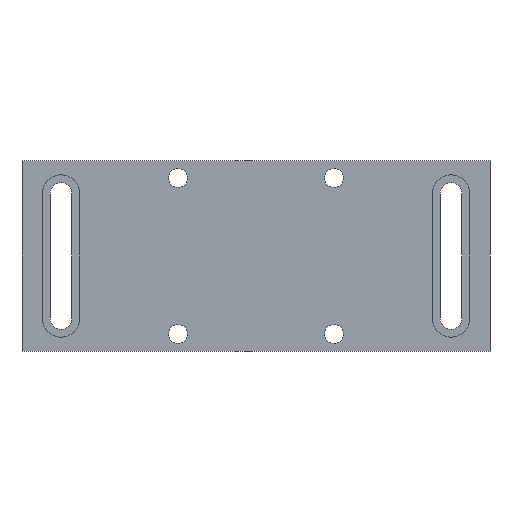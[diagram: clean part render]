
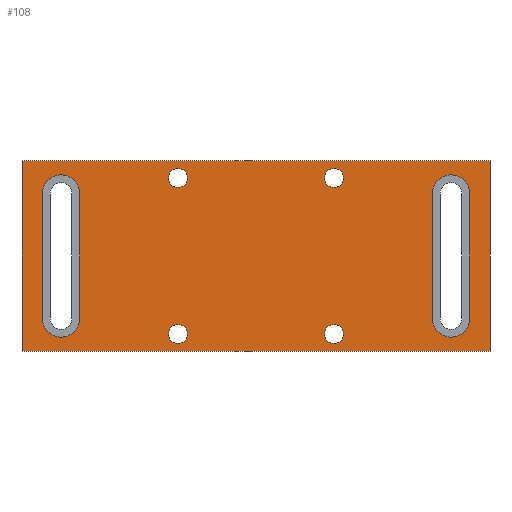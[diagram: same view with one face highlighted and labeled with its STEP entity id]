
A CAD part, front view. The second image highlights one B-rep face of the part: STEP entity #108.
In plain terms, the highlighted planar face has unit normal (0, -1, 0).
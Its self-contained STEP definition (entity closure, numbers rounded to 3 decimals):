
#108=ADVANCED_FACE('',(#190,#191,#192,#193,#194,#195,#196),#197,.F.);
#190=FACE_BOUND('',#280,.T.);
#191=FACE_BOUND('',#281,.T.);
#192=FACE_BOUND('',#282,.T.);
#193=FACE_BOUND('',#283,.T.);
#194=FACE_BOUND('',#284,.T.);
#195=FACE_BOUND('',#285,.T.);
#196=FACE_OUTER_BOUND('',#286,.T.);
#197=PLANE('',#287);
#280=EDGE_LOOP('',(#547,#548,#549,#550,#551,#552));
#281=EDGE_LOOP('',(#553,#554,#555,#556,#557,#558));
#282=EDGE_LOOP('',(#559));
#283=EDGE_LOOP('',(#560));
#284=EDGE_LOOP('',(#561));
#285=EDGE_LOOP('',(#562));
#286=EDGE_LOOP('',(#563,#564,#565,#566));
#287=AXIS2_PLACEMENT_3D('',#567,#568,#569);
#547=ORIENTED_EDGE('',*,*,#613,.T.);
#548=ORIENTED_EDGE('',*,*,#617,.T.);
#549=ORIENTED_EDGE('',*,*,#619,.T.);
#550=ORIENTED_EDGE('',*,*,#614,.T.);
#551=ORIENTED_EDGE('',*,*,#609,.T.);
#552=ORIENTED_EDGE('',*,*,#618,.T.);
#553=ORIENTED_EDGE('',*,*,#653,.T.);
#554=ORIENTED_EDGE('',*,*,#659,.T.);
#555=ORIENTED_EDGE('',*,*,#661,.T.);
#556=ORIENTED_EDGE('',*,*,#656,.T.);
#557=ORIENTED_EDGE('',*,*,#650,.T.);
#558=ORIENTED_EDGE('',*,*,#660,.T.);
#559=ORIENTED_EDGE('',*,*,#664,.T.);
#560=ORIENTED_EDGE('',*,*,#665,.T.);
#561=ORIENTED_EDGE('',*,*,#666,.T.);
#562=ORIENTED_EDGE('',*,*,#667,.T.);
#563=ORIENTED_EDGE('',*,*,#674,.T.);
#564=ORIENTED_EDGE('',*,*,#672,.F.);
#565=ORIENTED_EDGE('',*,*,#675,.F.);
#566=ORIENTED_EDGE('',*,*,#670,.F.);
#567=CARTESIAN_POINT('',(0.0,-5.0,30.5));
#568=DIRECTION('',(0.0,1.0,0.0));
#569=DIRECTION('',(0.0,0.0,1.0));
#609=EDGE_CURVE('',#717,#719,#721,.T.);
#613=EDGE_CURVE('',#723,#725,#727,.T.);
#614=EDGE_CURVE('',#728,#717,#729,.T.);
#617=EDGE_CURVE('',#725,#731,#733,.T.);
#618=EDGE_CURVE('',#719,#723,#734,.T.);
#619=EDGE_CURVE('',#731,#728,#735,.T.);
#650=EDGE_CURVE('',#790,#792,#794,.T.);
#653=EDGE_CURVE('',#795,#797,#799,.T.);
#656=EDGE_CURVE('',#802,#790,#803,.T.);
#659=EDGE_CURVE('',#797,#805,#807,.T.);
#660=EDGE_CURVE('',#792,#795,#808,.T.);
#661=EDGE_CURVE('',#805,#802,#809,.T.);
#664=EDGE_CURVE('',#812,#812,#813,.T.);
#665=EDGE_CURVE('',#814,#814,#815,.T.);
#666=EDGE_CURVE('',#816,#816,#817,.T.);
#667=EDGE_CURVE('',#818,#818,#819,.T.);
#670=EDGE_CURVE('',#822,#820,#824,.T.);
#672=EDGE_CURVE('',#825,#827,#828,.T.);
#674=EDGE_CURVE('',#822,#827,#830,.T.);
#675=EDGE_CURVE('',#820,#825,#831,.T.);
#717=VERTEX_POINT('',#891);
#719=VERTEX_POINT('',#894);
#721=CIRCLE('',#897,6.0);
#723=VERTEX_POINT('',#899);
#725=VERTEX_POINT('',#902);
#727=CIRCLE('',#905,6.0);
#728=VERTEX_POINT('',#906);
#729=LINE('',#907,#908);
#731=VERTEX_POINT('',#911);
#733=LINE('',#914,#915);
#734=LINE('',#916,#917);
#735=LINE('',#918,#919);
#790=VERTEX_POINT('',#992);
#792=VERTEX_POINT('',#995);
#794=CIRCLE('',#998,6.0);
#795=VERTEX_POINT('',#999);
#797=VERTEX_POINT('',#1002);
#799=CIRCLE('',#1005,6.0);
#802=VERTEX_POINT('',#1010);
#803=LINE('',#1011,#1012);
#805=VERTEX_POINT('',#1015);
#807=LINE('',#1018,#1019);
#808=LINE('',#1020,#1021);
#809=LINE('',#1022,#1023);
#812=VERTEX_POINT('',#1028);
#813=CIRCLE('',#1029,3.0);
#814=VERTEX_POINT('',#1030);
#815=CIRCLE('',#1031,3.0);
#816=VERTEX_POINT('',#1032);
#817=CIRCLE('',#1033,3.0);
#818=VERTEX_POINT('',#1034);
#819=CIRCLE('',#1035,3.0);
#820=VERTEX_POINT('',#1036);
#822=VERTEX_POINT('',#1039);
#824=LINE('',#1042,#1043);
#825=VERTEX_POINT('',#1044);
#827=VERTEX_POINT('',#1047);
#828=LINE('',#1048,#1049);
#830=LINE('',#1052,#1053);
#831=LINE('',#1054,#1055);
#891=CARTESIAN_POINT('',(-56.505,-5.0,10.5));
#894=CARTESIAN_POINT('',(-68.5,-5.0,10.745));
#897=AXIS2_PLACEMENT_3D('',#1091,#1092,#1093);
#899=CARTESIAN_POINT('',(-68.5,-5.0,50.255));
#902=CARTESIAN_POINT('',(-56.505,-5.0,50.5));
#905=AXIS2_PLACEMENT_3D('',#1099,#1100,#1101);
#906=CARTESIAN_POINT('',(-56.5,-5.0,10.5));
#907=CARTESIAN_POINT('',(-31.25,-5.0,10.5));
#908=VECTOR('',#1102,1.0);
#911=CARTESIAN_POINT('',(-56.5,-5.0,50.5));
#914=CARTESIAN_POINT('',(-31.25,-5.0,50.5));
#915=VECTOR('',#1105,1.0);
#916=CARTESIAN_POINT('',(-68.5,-5.0,30.5));
#917=VECTOR('',#1106,1.0);
#918=CARTESIAN_POINT('',(-56.5,-5.0,30.5));
#919=VECTOR('',#1107,1.0);
#992=CARTESIAN_POINT('',(68.495,-5.0,10.5));
#995=CARTESIAN_POINT('',(56.5,-5.0,10.745));
#998=AXIS2_PLACEMENT_3D('',#1158,#1159,#1160);
#999=CARTESIAN_POINT('',(56.5,-5.0,50.255));
#1002=CARTESIAN_POINT('',(68.495,-5.0,50.5));
#1005=AXIS2_PLACEMENT_3D('',#1163,#1164,#1165);
#1010=CARTESIAN_POINT('',(68.5,-5.0,10.5));
#1011=CARTESIAN_POINT('',(31.25,-5.0,10.5));
#1012=VECTOR('',#1168,1.0);
#1015=CARTESIAN_POINT('',(68.5,-5.0,50.5));
#1018=CARTESIAN_POINT('',(31.25,-5.0,50.5));
#1019=VECTOR('',#1171,1.0);
#1020=CARTESIAN_POINT('',(56.5,-5.0,30.5));
#1021=VECTOR('',#1172,1.0);
#1022=CARTESIAN_POINT('',(68.5,-5.0,30.5));
#1023=VECTOR('',#1173,1.0);
#1028=CARTESIAN_POINT('',(28.0,-5.0,55.5));
#1029=AXIS2_PLACEMENT_3D('',#1176,#1177,#1178);
#1030=CARTESIAN_POINT('',(28.0,-5.0,5.5));
#1031=AXIS2_PLACEMENT_3D('',#1179,#1180,#1181);
#1032=CARTESIAN_POINT('',(-22.0,-5.0,5.5));
#1033=AXIS2_PLACEMENT_3D('',#1182,#1183,#1184);
#1034=CARTESIAN_POINT('',(-22.0,-5.0,55.5));
#1035=AXIS2_PLACEMENT_3D('',#1185,#1186,#1187);
#1036=CARTESIAN_POINT('',(75.0,-5.0,61.0));
#1039=CARTESIAN_POINT('',(-75.0,-5.0,61.0));
#1042=CARTESIAN_POINT('',(0.0,-5.0,61.0));
#1043=VECTOR('',#1190,1.0);
#1044=CARTESIAN_POINT('',(75.0,-5.0,0.0));
#1047=CARTESIAN_POINT('',(-75.0,-5.0,0.0));
#1048=CARTESIAN_POINT('',(0.0,-5.0,0.0));
#1049=VECTOR('',#1192,1.0);
#1052=CARTESIAN_POINT('',(-75.0,-5.0,30.5));
#1053=VECTOR('',#1194,1.0);
#1054=CARTESIAN_POINT('',(75.0,-5.0,30.5));
#1055=VECTOR('',#1195,1.0);
#1091=CARTESIAN_POINT('',(-62.505,-5.0,10.5));
#1092=DIRECTION('',(-0.0,1.0,0.0));
#1093=DIRECTION('',(1.0,0.0,0.0));
#1099=CARTESIAN_POINT('',(-62.505,-5.0,50.5));
#1100=DIRECTION('',(-0.0,1.0,0.0));
#1101=DIRECTION('',(1.0,0.0,0.0));
#1102=DIRECTION('',(-1.0,0.0,0.0));
#1105=DIRECTION('',(1.0,0.0,0.0));
#1106=DIRECTION('',(0.0,0.0,1.0));
#1107=DIRECTION('',(0.0,0.0,-1.0));
#1158=CARTESIAN_POINT('',(62.495,-5.0,10.5));
#1159=DIRECTION('',(-0.0,1.0,0.0));
#1160=DIRECTION('',(1.0,0.0,0.0));
#1163=CARTESIAN_POINT('',(62.495,-5.0,50.5));
#1164=DIRECTION('',(-0.0,1.0,0.0));
#1165=DIRECTION('',(1.0,0.0,0.0));
#1168=DIRECTION('',(-1.0,0.0,0.0));
#1171=DIRECTION('',(1.0,0.0,0.0));
#1172=DIRECTION('',(0.0,0.0,1.0));
#1173=DIRECTION('',(0.0,0.0,-1.0));
#1176=CARTESIAN_POINT('',(25.0,-5.0,55.5));
#1177=DIRECTION('',(-0.0,1.0,0.0));
#1178=DIRECTION('',(1.0,0.0,0.0));
#1179=CARTESIAN_POINT('',(25.0,-5.0,5.5));
#1180=DIRECTION('',(-0.0,1.0,0.0));
#1181=DIRECTION('',(1.0,0.0,0.0));
#1182=CARTESIAN_POINT('',(-25.0,-5.0,5.5));
#1183=DIRECTION('',(-0.0,1.0,0.0));
#1184=DIRECTION('',(1.0,0.0,0.0));
#1185=CARTESIAN_POINT('',(-25.0,-5.0,55.5));
#1186=DIRECTION('',(-0.0,1.0,0.0));
#1187=DIRECTION('',(1.0,0.0,0.0));
#1190=DIRECTION('',(1.0,0.0,0.0));
#1192=DIRECTION('',(-1.0,0.0,0.0));
#1194=DIRECTION('',(0.0,0.0,-1.0));
#1195=DIRECTION('',(0.0,0.0,-1.0));
